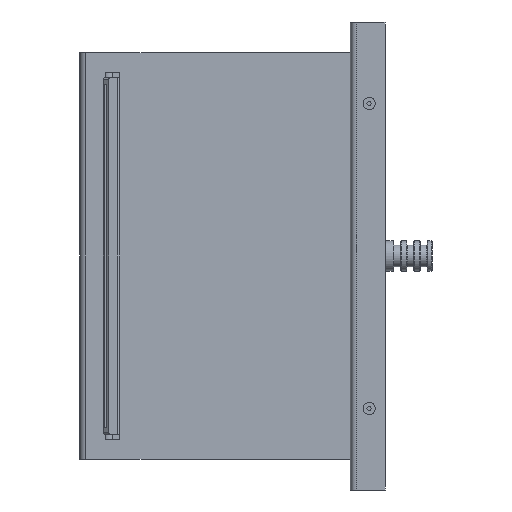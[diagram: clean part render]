
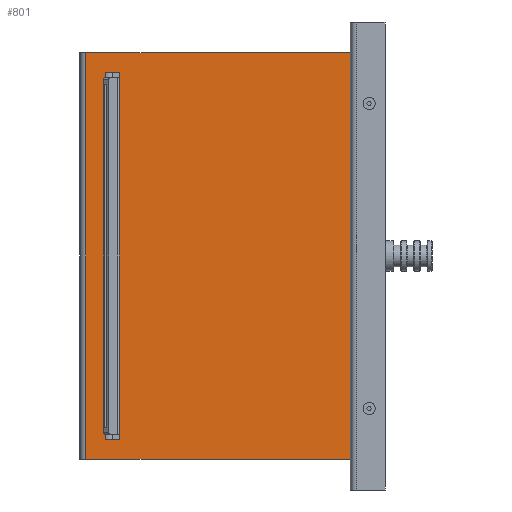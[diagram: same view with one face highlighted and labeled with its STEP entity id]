
A CAD part, front view. The second image highlights one B-rep face of the part: STEP entity #801.
In plain terms, the highlighted planar face has unit normal (0, -1, 0).
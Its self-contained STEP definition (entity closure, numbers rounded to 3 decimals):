
#801=ADVANCED_FACE('',(#1708,#1709),#1710,.F.);
#1708=FACE_OUTER_BOUND('',#2726,.T.);
#1709=FACE_BOUND('',#2727,.T.);
#1710=PLANE('',#2728);
#2726=EDGE_LOOP('',(#5151,#5152,#5153,#5154));
#2727=EDGE_LOOP('',(#5155,#5156,#5157,#5158));
#2728=AXIS2_PLACEMENT_3D('',#5159,#5160,#5161);
#5151=ORIENTED_EDGE('',*,*,#6614,.F.);
#5152=ORIENTED_EDGE('',*,*,#5806,.F.);
#5153=ORIENTED_EDGE('',*,*,#5922,.T.);
#5154=ORIENTED_EDGE('',*,*,#6281,.T.);
#5155=ORIENTED_EDGE('',*,*,#6511,.T.);
#5156=ORIENTED_EDGE('',*,*,#6621,.F.);
#5157=ORIENTED_EDGE('',*,*,#5797,.T.);
#5158=ORIENTED_EDGE('',*,*,#6616,.F.);
#5159=CARTESIAN_POINT('',(-58.75,-8.5,-98.5));
#5160=DIRECTION('',(0.,1.0,0.0));
#5161=DIRECTION('',(1.0,0.,0.0));
#5797=EDGE_CURVE('',#6910,#6911,#6912,.T.);
#5806=EDGE_CURVE('',#6925,#6926,#6927,.T.);
#5922=EDGE_CURVE('',#6925,#7107,#7108,.T.);
#6281=EDGE_CURVE('',#7107,#7639,#7641,.T.);
#6511=EDGE_CURVE('',#7979,#7980,#7981,.T.);
#6614=EDGE_CURVE('',#6926,#7639,#8124,.T.);
#6616=EDGE_CURVE('',#7979,#6911,#8126,.T.);
#6621=EDGE_CURVE('',#6910,#7980,#8131,.T.);
#6910=VERTEX_POINT('',#8643);
#6911=VERTEX_POINT('',#8644);
#6912=LINE('',#8645,#8646);
#6925=VERTEX_POINT('',#8665);
#6926=VERTEX_POINT('',#8666);
#6927=LINE('',#8667,#8668);
#7107=VERTEX_POINT('',#8908);
#7108=LINE('',#8909,#8910);
#7639=VERTEX_POINT('',#9639);
#7641=LINE('',#9642,#9643);
#7979=VERTEX_POINT('',#10107);
#7980=VERTEX_POINT('',#10108);
#7981=LINE('',#10109,#10110);
#8124=LINE('',#10312,#10313);
#8126=LINE('',#10315,#10316);
#8131=LINE('',#10323,#10324);
#8643=CARTESIAN_POINT('',(-54.0,-8.5,-90.0));
#8644=CARTESIAN_POINT('',(-54.0,-8.5,90.0));
#8645=CARTESIAN_POINT('',(-54.0,-8.5,-98.5));
#8646=VECTOR('',#10663,1.0);
#8665=CARTESIAN_POINT('',(-63.5,-8.5,-100.0));
#8666=CARTESIAN_POINT('',(-63.5,-8.5,100.0));
#8667=CARTESIAN_POINT('',(-63.5,-8.5,-98.5));
#8668=VECTOR('',#10670,1.0);
#8908=CARTESIAN_POINT('',(66.5,-8.5,-100.0));
#8909=CARTESIAN_POINT('',(1.5,-8.5,-100.0));
#8910=VECTOR('',#10803,1.0);
#9639=CARTESIAN_POINT('',(66.5,-8.5,100.0));
#9642=CARTESIAN_POINT('',(66.5,-8.5,98.5));
#9643=VECTOR('',#11201,1.0);
#10107=CARTESIAN_POINT('',(-47.0,-8.5,90.0));
#10108=CARTESIAN_POINT('',(-47.0,-8.5,-90.0));
#10109=CARTESIAN_POINT('',(-47.0,-8.5,0.));
#10110=VECTOR('',#11469,1.0);
#10312=CARTESIAN_POINT('',(-63.5,-8.5,100.0));
#10313=VECTOR('',#11571,1.0);
#10315=CARTESIAN_POINT('',(-47.0,-8.5,90.0));
#10316=VECTOR('',#11572,1.0);
#10323=CARTESIAN_POINT('',(-54.0,-8.5,-90.0));
#10324=VECTOR('',#11575,1.0);
#10663=DIRECTION('',(0.0,0.0,1.0));
#10670=DIRECTION('',(0.0,0.0,1.0));
#10803=DIRECTION('',(1.0,0.,0.0));
#11201=DIRECTION('',(0.0,0.0,1.0));
#11469=DIRECTION('',(0.,0.,-1.0));
#11571=DIRECTION('',(1.0,0.0,0.0));
#11572=DIRECTION('',(-1.0,0.,0.0));
#11575=DIRECTION('',(1.0,0.,0.0));
